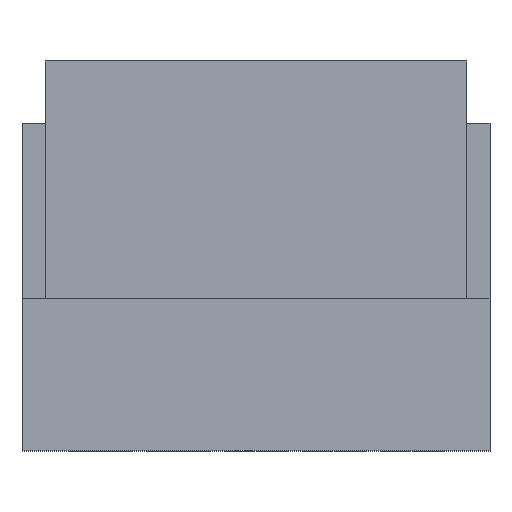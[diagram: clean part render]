
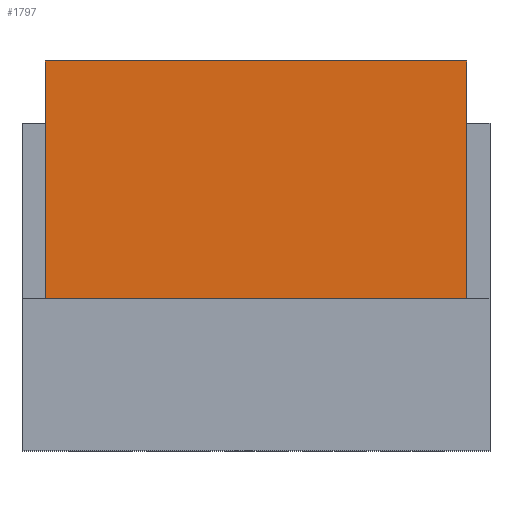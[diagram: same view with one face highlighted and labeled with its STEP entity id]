
A CAD part, front view. The second image highlights one B-rep face of the part: STEP entity #1797.
In plain terms, the highlighted planar face has unit normal (0, -1, 0).
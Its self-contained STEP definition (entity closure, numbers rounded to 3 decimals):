
#568 = CARTESIAN_POINT ( 'NONE',  ( 2.7, -3.55, 3.9 ) ) ;
#569 = DIRECTION ( 'NONE',  ( -1., 0., 0. ) ) ;
#570 = VECTOR ( 'NONE', #569, 1000. ) ;
#571 = CARTESIAN_POINT ( 'NONE',  ( 3., -3.55, 3.9 ) ) ;
#572 = LINE ( 'NONE', #571, #570 ) ;
#573 = CARTESIAN_POINT ( 'NONE',  ( -2.7, -3.55, 3.9 ) ) ;
#1635 = VERTEX_POINT ( 'NONE', #573 ) ;
#1639 = EDGE_CURVE ( 'NONE', #1640, #1635, #572, .T. ) ;
#1640 = VERTEX_POINT ( 'NONE', #568 ) ;
#1644 = EDGE_LOOP ( 'NONE', ( #1799, #2080, #2084, #2088 ) ) ;
#1797 = ADVANCED_FACE ( 'NONE', ( #2156 ), #2199, .F. ) ;
#1799 = ORIENTED_EDGE ( 'NONE', *, *, #1639, .T. ) ;
#2080 = ORIENTED_EDGE ( 'NONE', *, *, #2081, .T. ) ;
#2081 = EDGE_CURVE ( 'NONE', #1635, #2082, #2500, .T. ) ;
#2082 = VERTEX_POINT ( 'NONE', #2496 ) ;
#2084 = ORIENTED_EDGE ( 'NONE', *, *, #2085, .F. ) ;
#2085 = EDGE_CURVE ( 'NONE', #2086, #2082, #2495, .T. ) ;
#2086 = VERTEX_POINT ( 'NONE', #2491 ) ;
#2088 = ORIENTED_EDGE ( 'NONE', *, *, #2089, .F. ) ;
#2089 = EDGE_CURVE ( 'NONE', #1640, #2086, #2489, .T. ) ;
#2156 = FACE_OUTER_BOUND ( 'NONE', #1644, .T. ) ;
#2195 = DIRECTION ( 'NONE',  ( 0., 0., 1. ) ) ;
#2196 = DIRECTION ( 'NONE',  ( 0., 1., 0. ) ) ;
#2197 = CARTESIAN_POINT ( 'NONE',  ( 3., -3.55, 0.85 ) ) ;
#2198 = AXIS2_PLACEMENT_3D ( 'NONE', #2197, #2196, #2195 ) ;
#2199 = PLANE ( 'NONE',  #2198 ) ;
#2486 = DIRECTION ( 'NONE',  ( 0., 0., -1. ) ) ;
#2487 = VECTOR ( 'NONE', #2486, 1000. ) ;
#2488 = CARTESIAN_POINT ( 'NONE',  ( 2.7, -3.55, 3.9 ) ) ;
#2489 = LINE ( 'NONE', #2488, #2487 ) ;
#2491 = CARTESIAN_POINT ( 'NONE',  ( 2.7, -3.55, 0.85 ) ) ;
#2492 = DIRECTION ( 'NONE',  ( -1., 0., 0. ) ) ;
#2493 = VECTOR ( 'NONE', #2492, 1000. ) ;
#2494 = CARTESIAN_POINT ( 'NONE',  ( 3., -3.55, 0.85 ) ) ;
#2495 = LINE ( 'NONE', #2494, #2493 ) ;
#2496 = CARTESIAN_POINT ( 'NONE',  ( -2.7, -3.55, 0.85 ) ) ;
#2497 = DIRECTION ( 'NONE',  ( 0., 0., -1. ) ) ;
#2498 = VECTOR ( 'NONE', #2497, 1000. ) ;
#2499 = CARTESIAN_POINT ( 'NONE',  ( -2.7, -3.55, 3.9 ) ) ;
#2500 = LINE ( 'NONE', #2499, #2498 ) ;
